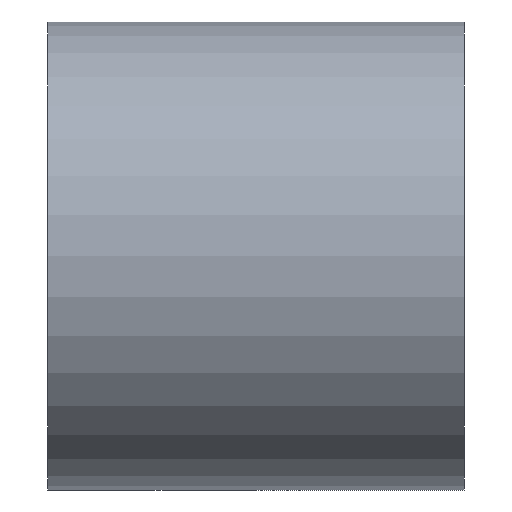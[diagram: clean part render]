
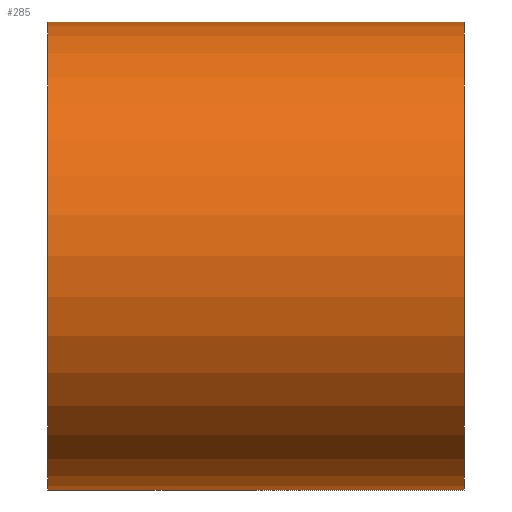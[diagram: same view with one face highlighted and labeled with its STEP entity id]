
A CAD part, front view. The second image highlights one B-rep face of the part: STEP entity #285.
In plain terms, the highlighted cylindrical face has radius 22.5 mm (diameter 45 mm), a partial arc.
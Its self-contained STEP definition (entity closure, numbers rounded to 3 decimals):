
#10 = EDGE_LOOP ( 'NONE', ( #52, #220, #211, #75 ) ) ;
#11 = LINE ( 'NONE', #172, #263 ) ;
#12 = DIRECTION ( 'NONE',  ( 0., 0., 1. ) ) ;
#13 = CARTESIAN_POINT ( 'NONE',  ( 33.983, 0., 22.5 ) ) ;
#14 = AXIS2_PLACEMENT_3D ( 'NONE', #231, #281, #181 ) ;
#25 = VERTEX_POINT ( 'NONE', #13 ) ;
#29 = CYLINDRICAL_SURFACE ( 'NONE', #14, 22.5 ) ;
#52 = ORIENTED_EDGE ( 'NONE', *, *, #185, .F. ) ;
#59 = EDGE_CURVE ( 'NONE', #25, #178, #171, .T. ) ;
#64 = VERTEX_POINT ( 'NONE', #203 ) ;
#70 = DIRECTION ( 'NONE',  ( 0., 0., 1. ) ) ;
#75 = ORIENTED_EDGE ( 'NONE', *, *, #291, .F. ) ;
#78 = CARTESIAN_POINT ( 'NONE',  ( 33.983, 0., -22.5 ) ) ;
#108 = CARTESIAN_POINT ( 'NONE',  ( -6.017, 0., 0. ) ) ;
#131 = DIRECTION ( 'NONE',  ( -1., 0., 0. ) ) ;
#132 = VERTEX_POINT ( 'NONE', #78 ) ;
#133 = AXIS2_PLACEMENT_3D ( 'NONE', #202, #218, #70 ) ;
#135 = DIRECTION ( 'NONE',  ( -1., 0., 0. ) ) ;
#171 = LINE ( 'NONE', #303, #256 ) ;
#172 = CARTESIAN_POINT ( 'NONE',  ( -46.222, 0., -22.5 ) ) ;
#178 = VERTEX_POINT ( 'NONE', #253 ) ;
#181 = DIRECTION ( 'NONE',  ( 0., 0., 1. ) ) ;
#185 = EDGE_CURVE ( 'NONE', #132, #64, #11, .T. ) ;
#202 = CARTESIAN_POINT ( 'NONE',  ( 33.983, 0., 0. ) ) ;
#203 = CARTESIAN_POINT ( 'NONE',  ( -6.017, 0., -22.5 ) ) ;
#209 = EDGE_CURVE ( 'NONE', #132, #25, #229, .T. ) ;
#211 = ORIENTED_EDGE ( 'NONE', *, *, #59, .T. ) ;
#218 = DIRECTION ( 'NONE',  ( -1., 0., 0. ) ) ;
#220 = ORIENTED_EDGE ( 'NONE', *, *, #209, .T. ) ;
#229 = CIRCLE ( 'NONE', #133, 22.5 ) ;
#231 = CARTESIAN_POINT ( 'NONE',  ( -46.222, 0., 0. ) ) ;
#249 = CIRCLE ( 'NONE', #286, 22.5 ) ;
#253 = CARTESIAN_POINT ( 'NONE',  ( -6.017, 0., 22.5 ) ) ;
#254 = DIRECTION ( 'NONE',  ( -1., 0., 0. ) ) ;
#256 = VECTOR ( 'NONE', #254, 1000. ) ;
#263 = VECTOR ( 'NONE', #131, 1000. ) ;
#281 = DIRECTION ( 'NONE',  ( -1., 0., 0. ) ) ;
#285 = ADVANCED_FACE ( 'NONE', ( #302 ), #29, .T. ) ;
#286 = AXIS2_PLACEMENT_3D ( 'NONE', #108, #135, #12 ) ;
#291 = EDGE_CURVE ( 'NONE', #64, #178, #249, .T. ) ;
#302 = FACE_OUTER_BOUND ( 'NONE', #10, .T. ) ;
#303 = CARTESIAN_POINT ( 'NONE',  ( -46.222, 0., 22.5 ) ) ;
